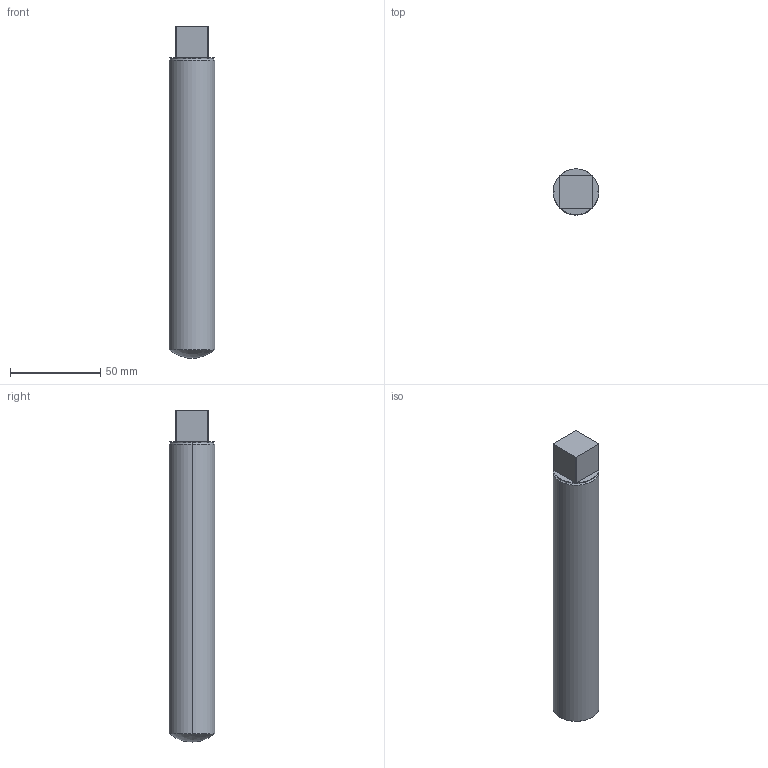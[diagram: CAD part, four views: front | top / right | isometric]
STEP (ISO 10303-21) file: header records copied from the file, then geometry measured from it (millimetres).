
FILE_DESCRIPTION((''),'2;1');
FILE_NAME('E45006.stp','2000-07-05T17:34:53',(''),(''),'AutoCAD STEP 2000','AutoCAD 2000',', , ');
FILE_SCHEMA(('CONFIG_CONTROL_DESIGN'));
Length unit declared in the file: inch
Bounding box: 25.4 x 25.4 x 184.01 mm (x, y, z)
Volume: 89033.4 mm3; surface area: 15328.7 mm2
Topology: 1 solids, 1 shells, 20 faces, 42 edges, 24 vertices
Faces by surface type: plane 9, cylinder 6, bspline 4, sphere 1
Entity records: 793 total; most frequent: CARTESIAN_POINT 263, DIRECTION 100, ORIENTED_EDGE 84, EDGE_CURVE 42, AXIS2_PLACEMENT_3D 41, VERTEX_POINT 24, CIRCLE 24, EDGE_LOOP 20
